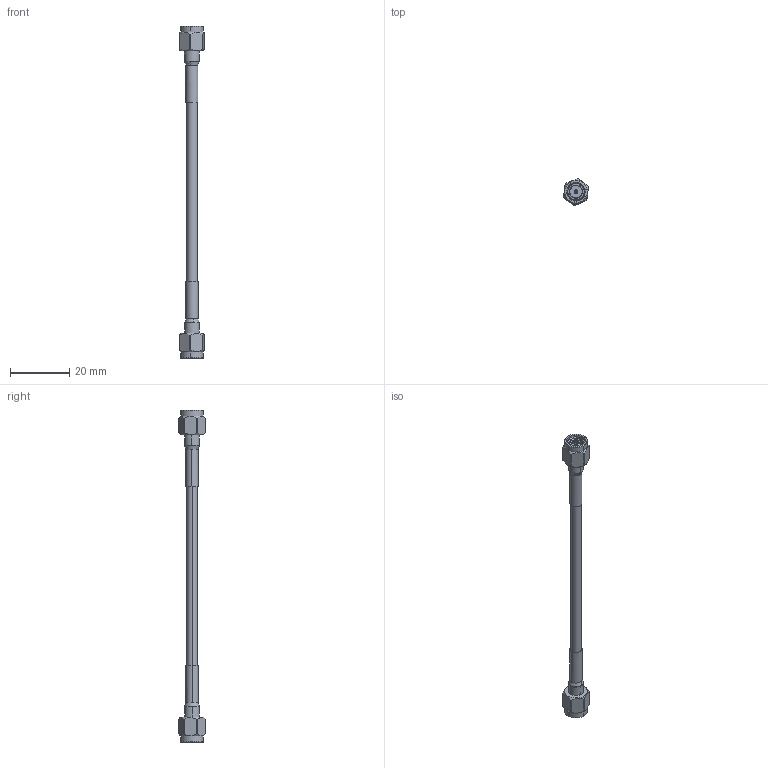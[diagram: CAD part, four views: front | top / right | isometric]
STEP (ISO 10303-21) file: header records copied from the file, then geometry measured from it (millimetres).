
FILE_DESCRIPTION (( 'STEP AP203' ), '1' );
FILE_NAME ('SCA49141.step', '2018-08-14T14:54:41', ( '' ), ( '' ), 'SwSTEP 2.0', 'SolidWorks 2017', '' );
FILE_SCHEMA (( 'CONFIG_CONTROL_DESIGN' ));
Length unit declared in the file: inch
Products named in the file (4): Copy of Coax Cable^SCA49141_SF-141; HeatShrink^SCA49141; SCA49141; SMA MALE ^SCA49141
Assembly tree (5 placements, depth 2):
  SCA49141
    Copy of Coax Cable^SCA49141_SF-141
    SMA MALE ^SCA49141  x2
    HeatShrink^SCA49141  x2
Bounding box: 8.42 x 8.95 x 112.01 mm (x, y, z)
Volume: 2122.1 mm3; surface area: 2710 mm2
Topology: 5 solids, 5 shells, 146 faces, 348 edges, 224 vertices
Faces by surface type: cylinder 76, plane 34, cone 22, bspline 14
Entity records: 4812 total; most frequent: CARTESIAN_POINT 2695, ORIENTED_EDGE 354, DIRECTION 339, EDGE_CURVE 177, AXIS2_PLACEMENT_3D 142, VERTEX_POINT 114, EDGE_LOOP 81, FACE_OUTER_BOUND 75
